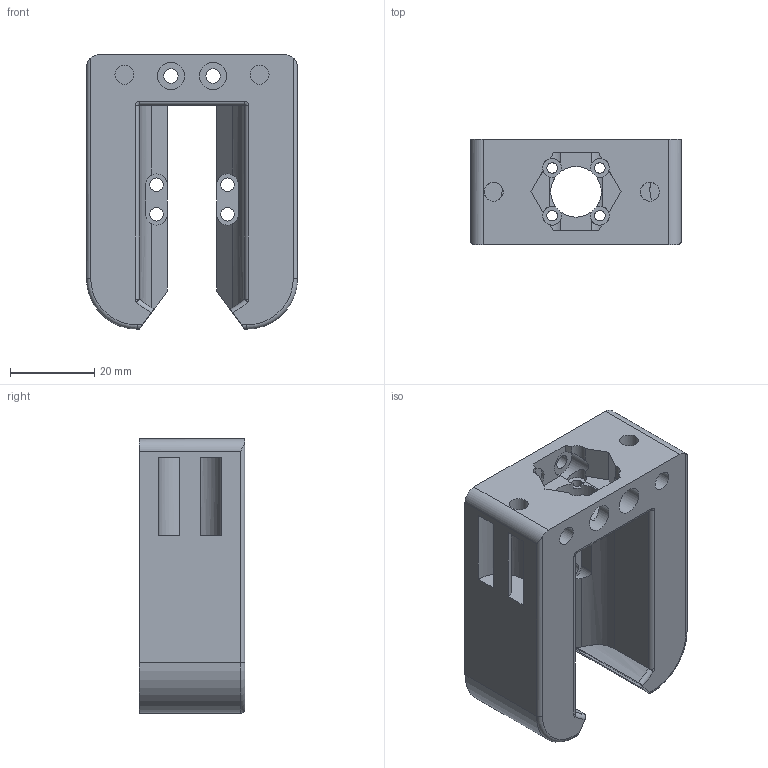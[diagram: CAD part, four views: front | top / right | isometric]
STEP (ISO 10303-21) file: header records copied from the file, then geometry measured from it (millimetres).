
FILE_DESCRIPTION(/* description */ ('Unknown'),/* implementation_level */ '2;1');
FILE_NAME(/* name */ 'toolhead_pro',/* time_stamp */ '2023-07-27T20:33:18-05:00',/* author */ ('Unknown'),/* organization */ ('Unknown'),/* preprocessor_version */ 'ST-DEVELOPER v18.102',/* originating_system */ 'Solid Edge',/* authorisation */ 'Unknown');
FILE_SCHEMA (('AUTOMOTIVE_DESIGN {1 0 10303 214 3 1 1}'));
Length unit declared in the file: millimetre
Products named in the file (1): toolhead_pro
Bounding box: 50 x 25 x 65 mm (x, y, z)
Volume: 27085.7 mm3; surface area: 18934 mm2
Topology: 1 solids, 1 shells, 148 faces, 424 edges, 272 vertices
Faces by surface type: cylinder 64, plane 60, torus 12, bspline 12
Full cylindrical faces by diameter (mm): 2.5 x4, 3.2 x4, 3.4 x2, 4.5 x4, 6.5 x4, 12 x1
Entity records: 5278 total; most frequent: CARTESIAN_POINT 1499, ORIENTED_EDGE 772, DIRECTION 765, EDGE_CURVE 386, AXIS2_PLACEMENT_3D 288, VERTEX_POINT 257, EDGE_LOOP 203, FACE_BOUND 203
